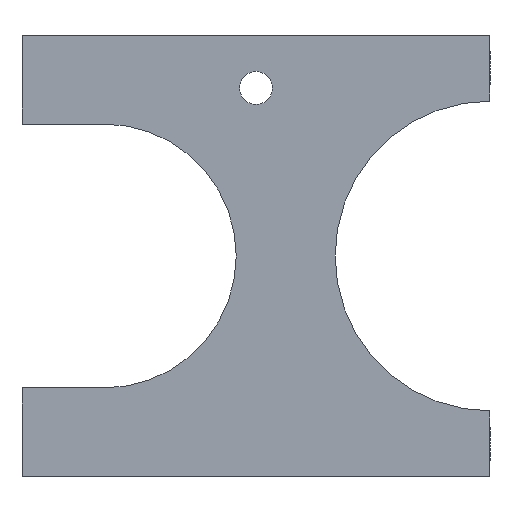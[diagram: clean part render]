
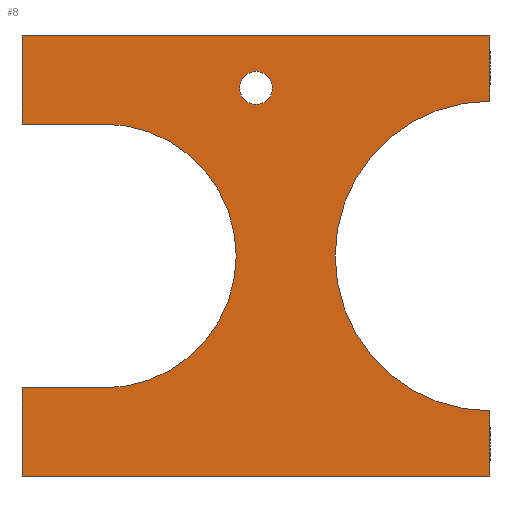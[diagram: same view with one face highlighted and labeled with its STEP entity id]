
A CAD part, left-side view. The second image highlights one B-rep face of the part: STEP entity #8.
In plain terms, the highlighted planar face has unit normal (-1, 0, 0).
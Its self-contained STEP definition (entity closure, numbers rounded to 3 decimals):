
#3 = CARTESIAN_POINT ( 'NONE',  ( 0., -71., 0. ) ) ;
#8 = ADVANCED_FACE ( 'NONE', ( #998, #326 ), #411, .F. ) ;
#18 = CIRCLE ( 'NONE', #90, 2.5 ) ;
#32 = LINE ( 'NONE', #938, #252 ) ;
#34 = VERTEX_POINT ( 'NONE', #536 ) ;
#47 = DIRECTION ( 'NONE',  ( 1., 0., 0. ) ) ;
#48 = VERTEX_POINT ( 'NONE', #463 ) ;
#49 = EDGE_CURVE ( 'NONE', #206, #344, #32, .T. ) ;
#57 = VERTEX_POINT ( 'NONE', #399 ) ;
#67 = EDGE_CURVE ( 'NONE', #34, #1077, #707, .T. ) ;
#81 = VECTOR ( 'NONE', #550, 1000. ) ;
#90 = AXIS2_PLACEMENT_3D ( 'NONE', #732, #47, #535 ) ;
#95 = VECTOR ( 'NONE', #149, 1000. ) ;
#116 = EDGE_CURVE ( 'NONE', #48, #34, #1076, .T. ) ;
#136 = CARTESIAN_POINT ( 'NONE',  ( 0., -12.5, 0. ) ) ;
#145 = LINE ( 'NONE', #230, #95 ) ;
#149 = DIRECTION ( 'NONE',  ( 0., 1., 0. ) ) ;
#162 = EDGE_CURVE ( 'NONE', #206, #458, #640, .T. ) ;
#167 = DIRECTION ( 'NONE',  ( 0., -1., 0. ) ) ;
#171 = CARTESIAN_POINT ( 'NONE',  ( 0., 0., 20. ) ) ;
#179 = VECTOR ( 'NONE', #491, 1000. ) ;
#182 = VERTEX_POINT ( 'NONE', #245 ) ;
#192 = LINE ( 'NONE', #822, #917 ) ;
#199 = CARTESIAN_POINT ( 'NONE',  ( 0., -71., 20. ) ) ;
#205 = EDGE_CURVE ( 'NONE', #182, #57, #145, .T. ) ;
#206 = VERTEX_POINT ( 'NONE', #171 ) ;
#214 = CARTESIAN_POINT ( 'NONE',  ( 0., -71., -33.5 ) ) ;
#230 = CARTESIAN_POINT ( 'NONE',  ( 0., 12.5, -20. ) ) ;
#245 = CARTESIAN_POINT ( 'NONE',  ( 0., -12.5, -20. ) ) ;
#246 = CARTESIAN_POINT ( 'NONE',  ( 0., -12.5, 20. ) ) ;
#252 = VECTOR ( 'NONE', #846, 1000. ) ;
#277 = CIRCLE ( 'NONE', #409, 23.5 ) ;
#302 = ORIENTED_EDGE ( 'NONE', *, *, #660, .T. ) ;
#303 = DIRECTION ( 'NONE',  ( 1., 0., 0. ) ) ;
#326 = FACE_OUTER_BOUND ( 'NONE', #797, .T. ) ;
#342 = EDGE_CURVE ( 'NONE', #458, #182, #971, .T. ) ;
#344 = VERTEX_POINT ( 'NONE', #884 ) ;
#369 = VECTOR ( 'NONE', #789, 1000. ) ;
#387 = DIRECTION ( 'NONE',  ( 0., 0., -1. ) ) ;
#397 = DIRECTION ( 'NONE',  ( 0., 0., -1. ) ) ;
#399 = CARTESIAN_POINT ( 'NONE',  ( 0., 0., -20. ) ) ;
#404 = EDGE_CURVE ( 'NONE', #835, #519, #18, .T. ) ;
#405 = CARTESIAN_POINT ( 'NONE',  ( 0., -71., 0. ) ) ;
#407 = CARTESIAN_POINT ( 'NONE',  ( 0., -71., 33.5 ) ) ;
#409 = AXIS2_PLACEMENT_3D ( 'NONE', #3, #1046, #1125 ) ;
#411 = PLANE ( 'NONE',  #700 ) ;
#427 = DIRECTION ( 'NONE',  ( 1., 0., 0. ) ) ;
#429 = EDGE_CURVE ( 'NONE', #559, #609, #432, .T. ) ;
#432 = LINE ( 'NONE', #407, #858 ) ;
#434 = EDGE_CURVE ( 'NONE', #344, #559, #192, .T. ) ;
#442 = AXIS2_PLACEMENT_3D ( 'NONE', #683, #674, #671 ) ;
#458 = VERTEX_POINT ( 'NONE', #246 ) ;
#463 = CARTESIAN_POINT ( 'NONE',  ( 0., -71., -23.5 ) ) ;
#491 = DIRECTION ( 'NONE',  ( 0., 0., -1. ) ) ;
#498 = ORIENTED_EDGE ( 'NONE', *, *, #116, .F. ) ;
#504 = EDGE_CURVE ( 'NONE', #609, #48, #277, .T. ) ;
#507 = EDGE_CURVE ( 'NONE', #1077, #57, #1006, .T. ) ;
#519 = VERTEX_POINT ( 'NONE', #951 ) ;
#535 = DIRECTION ( 'NONE',  ( 0., 0., -1. ) ) ;
#536 = CARTESIAN_POINT ( 'NONE',  ( 0., -71., -33.5 ) ) ;
#550 = DIRECTION ( 'NONE',  ( 0., 0., 1. ) ) ;
#558 = DIRECTION ( 'NONE',  ( 0., 0., -1. ) ) ;
#559 = VERTEX_POINT ( 'NONE', #566 ) ;
#562 = ORIENTED_EDGE ( 'NONE', *, *, #67, .F. ) ;
#566 = CARTESIAN_POINT ( 'NONE',  ( 0., -71., 33.5 ) ) ;
#573 = CARTESIAN_POINT ( 'NONE',  ( 0., 0., 33.5 ) ) ;
#596 = ORIENTED_EDGE ( 'NONE', *, *, #342, .T. ) ;
#600 = ORIENTED_EDGE ( 'NONE', *, *, #507, .F. ) ;
#609 = VERTEX_POINT ( 'NONE', #764 ) ;
#640 = LINE ( 'NONE', #199, #369 ) ;
#653 = ORIENTED_EDGE ( 'NONE', *, *, #434, .F. ) ;
#660 = EDGE_CURVE ( 'NONE', #519, #835, #992, .T. ) ;
#671 = DIRECTION ( 'NONE',  ( 0., 0., -1. ) ) ;
#674 = DIRECTION ( 'NONE',  ( 1., 0., 0. ) ) ;
#683 = CARTESIAN_POINT ( 'NONE',  ( 0., -35.5, 25.5 ) ) ;
#700 = AXIS2_PLACEMENT_3D ( 'NONE', #405, #427, #397 ) ;
#707 = LINE ( 'NONE', #883, #960 ) ;
#732 = CARTESIAN_POINT ( 'NONE',  ( 0., -35.5, 25.5 ) ) ;
#764 = CARTESIAN_POINT ( 'NONE',  ( 0., -71., 23.5 ) ) ;
#780 = EDGE_LOOP ( 'NONE', ( #863, #302 ) ) ;
#789 = DIRECTION ( 'NONE',  ( 0., -1., 0. ) ) ;
#797 = EDGE_LOOP ( 'NONE', ( #596, #1096, #600, #562, #498, #1106, #816, #653, #851, #1129 ) ) ;
#800 = AXIS2_PLACEMENT_3D ( 'NONE', #136, #303, #387 ) ;
#816 = ORIENTED_EDGE ( 'NONE', *, *, #429, .F. ) ;
#822 = CARTESIAN_POINT ( 'NONE',  ( 0., 0., 33.5 ) ) ;
#826 = CARTESIAN_POINT ( 'NONE',  ( 0., -35.5, 23. ) ) ;
#835 = VERTEX_POINT ( 'NONE', #826 ) ;
#846 = DIRECTION ( 'NONE',  ( 0., 0., 1. ) ) ;
#851 = ORIENTED_EDGE ( 'NONE', *, *, #49, .F. ) ;
#858 = VECTOR ( 'NONE', #558, 1000. ) ;
#863 = ORIENTED_EDGE ( 'NONE', *, *, #404, .T. ) ;
#883 = CARTESIAN_POINT ( 'NONE',  ( 0., 0., -33.5 ) ) ;
#884 = CARTESIAN_POINT ( 'NONE',  ( 0., 0., 33.5 ) ) ;
#917 = VECTOR ( 'NONE', #167, 1000. ) ;
#938 = CARTESIAN_POINT ( 'NONE',  ( 0., 0., 33.5 ) ) ;
#951 = CARTESIAN_POINT ( 'NONE',  ( 0., -35.5, 28. ) ) ;
#960 = VECTOR ( 'NONE', #965, 1000. ) ;
#965 = DIRECTION ( 'NONE',  ( 0., 1., 0. ) ) ;
#971 = CIRCLE ( 'NONE', #800, 20. ) ;
#992 = CIRCLE ( 'NONE', #442, 2.5 ) ;
#998 = FACE_BOUND ( 'NONE', #780, .T. ) ;
#1006 = LINE ( 'NONE', #573, #81 ) ;
#1023 = CARTESIAN_POINT ( 'NONE',  ( 0., 0., -33.5 ) ) ;
#1046 = DIRECTION ( 'NONE',  ( -1., 0., 0. ) ) ;
#1076 = LINE ( 'NONE', #214, #179 ) ;
#1077 = VERTEX_POINT ( 'NONE', #1023 ) ;
#1096 = ORIENTED_EDGE ( 'NONE', *, *, #205, .T. ) ;
#1106 = ORIENTED_EDGE ( 'NONE', *, *, #504, .F. ) ;
#1125 = DIRECTION ( 'NONE',  ( 0., 0., -1. ) ) ;
#1129 = ORIENTED_EDGE ( 'NONE', *, *, #162, .T. ) ;
